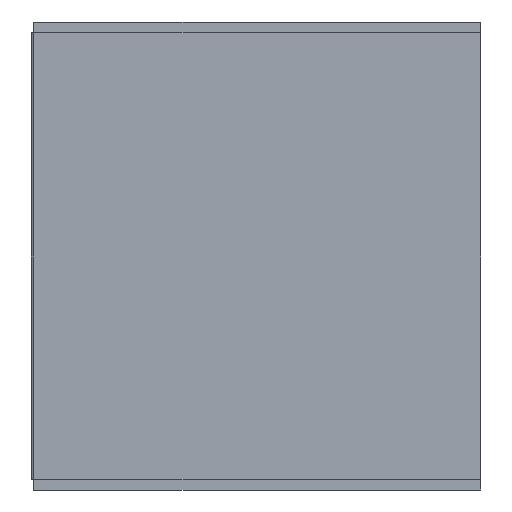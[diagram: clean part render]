
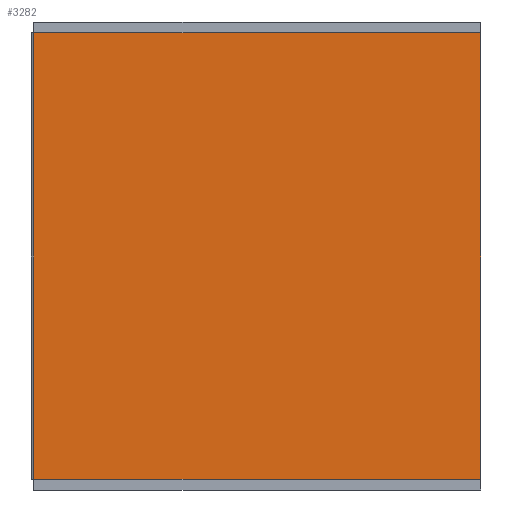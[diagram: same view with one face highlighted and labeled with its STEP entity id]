
A CAD part, front view. The second image highlights one B-rep face of the part: STEP entity #3282.
In plain terms, the highlighted planar face has unit normal (0, -1, 0).
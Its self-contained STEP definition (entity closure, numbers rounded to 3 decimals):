
#164=FACE_OUTER_BOUND('',#327,.T.);
#327=EDGE_LOOP('',(#2113,#2114,#2115,#2116));
#551=LINE('',#4605,#967);
#552=LINE('',#4607,#968);
#553=LINE('',#4609,#969);
#554=LINE('',#4610,#970);
#967=VECTOR('',#3786,10.);
#968=VECTOR('',#3787,10.);
#969=VECTOR('',#3788,10.);
#970=VECTOR('',#3789,10.);
#1383=VERTEX_POINT('',#4603);
#1384=VERTEX_POINT('',#4604);
#1385=VERTEX_POINT('',#4606);
#1386=VERTEX_POINT('',#4608);
#1675=EDGE_CURVE('',#1383,#1384,#551,.T.);
#1676=EDGE_CURVE('',#1384,#1385,#552,.T.);
#1677=EDGE_CURVE('',#1386,#1385,#553,.T.);
#1678=EDGE_CURVE('',#1383,#1386,#554,.T.);
#2113=ORIENTED_EDGE('',*,*,#1675,.T.);
#2114=ORIENTED_EDGE('',*,*,#1676,.T.);
#2115=ORIENTED_EDGE('',*,*,#1677,.F.);
#2116=ORIENTED_EDGE('',*,*,#1678,.F.);
#2989=PLANE('',#3580);
#3282=ADVANCED_FACE('',(#164),#2989,.T.);
#3580=AXIS2_PLACEMENT_3D('',#4602,#3784,#3785);
#3784=DIRECTION('center_axis',(0.,-1.,0.));
#3785=DIRECTION('ref_axis',(1.,0.,0.));
#3786=DIRECTION('',(1.,0.,0.));
#3787=DIRECTION('',(0.,0.,1.));
#3788=DIRECTION('',(1.,0.,0.));
#3789=DIRECTION('',(0.,0.,1.));
#4602=CARTESIAN_POINT('Origin',(-135.,-77.,0.));
#4603=CARTESIAN_POINT('',(-135.,-77.,0.));
#4604=CARTESIAN_POINT('',(135.,-77.,0.));
#4605=CARTESIAN_POINT('',(-135.,-77.,0.));
#4606=CARTESIAN_POINT('',(135.,-77.,270.));
#4607=CARTESIAN_POINT('',(135.,-77.,0.));
#4608=CARTESIAN_POINT('',(-135.,-77.,270.));
#4609=CARTESIAN_POINT('',(-135.,-77.,270.));
#4610=CARTESIAN_POINT('',(-135.,-77.,0.));
